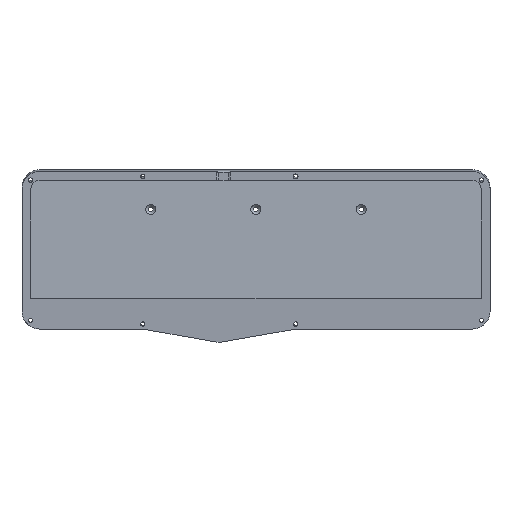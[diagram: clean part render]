
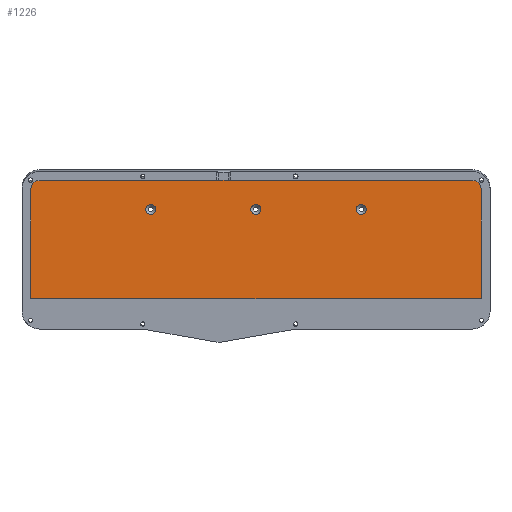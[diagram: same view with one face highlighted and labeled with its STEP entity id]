
A CAD part, top view. The second image highlights one B-rep face of the part: STEP entity #1226.
In plain terms, the highlighted planar face has unit normal (0, 0, 1).
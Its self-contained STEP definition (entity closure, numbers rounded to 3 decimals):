
#33=ELLIPSE('',#1383,6.776,6.75);
#34=ELLIPSE('',#1384,6.776,6.75);
#59=FACE_BOUND('',#265,.T.);
#60=FACE_BOUND('',#266,.T.);
#61=FACE_BOUND('',#267,.T.);
#88=PLANE('',#1382);
#179=FACE_OUTER_BOUND('',#264,.T.);
#264=EDGE_LOOP('',(#1055,#1056,#1057,#1058,#1059,#1060));
#265=EDGE_LOOP('',(#1061,#1062));
#266=EDGE_LOOP('',(#1063,#1064));
#267=EDGE_LOOP('',(#1065,#1066));
#343=LINE('',#2052,#432);
#359=LINE('',#2097,#448);
#360=LINE('',#2101,#449);
#361=LINE('',#2104,#450);
#432=VECTOR('',#1686,10.);
#448=VECTOR('',#1722,10.);
#449=VECTOR('',#1725,10.);
#450=VECTOR('',#1728,10.);
#474=CIRCLE('',#1261,4.05);
#475=CIRCLE('',#1262,4.05);
#479=CIRCLE('',#1268,4.05);
#480=CIRCLE('',#1269,4.05);
#484=CIRCLE('',#1275,4.05);
#485=CIRCLE('',#1276,4.05);
#535=VERTEX_POINT('',#1802);
#536=VERTEX_POINT('',#1804);
#540=VERTEX_POINT('',#1816);
#541=VERTEX_POINT('',#1818);
#545=VERTEX_POINT('',#1830);
#546=VERTEX_POINT('',#1832);
#617=VERTEX_POINT('',#2049);
#618=VERTEX_POINT('',#2051);
#637=VERTEX_POINT('',#2096);
#638=VERTEX_POINT('',#2098);
#639=VERTEX_POINT('',#2100);
#640=VERTEX_POINT('',#2102);
#654=EDGE_CURVE('',#536,#535,#474,.T.);
#655=EDGE_CURVE('',#535,#536,#475,.T.);
#661=EDGE_CURVE('',#541,#540,#479,.T.);
#662=EDGE_CURVE('',#540,#541,#480,.T.);
#668=EDGE_CURVE('',#546,#545,#484,.T.);
#669=EDGE_CURVE('',#545,#546,#485,.T.);
#771=EDGE_CURVE('',#617,#618,#343,.T.);
#794=EDGE_CURVE('',#617,#637,#359,.T.);
#795=EDGE_CURVE('',#637,#638,#33,.T.);
#796=EDGE_CURVE('',#638,#639,#360,.T.);
#797=EDGE_CURVE('',#639,#640,#34,.T.);
#798=EDGE_CURVE('',#640,#618,#361,.T.);
#1055=ORIENTED_EDGE('',*,*,#771,.F.);
#1056=ORIENTED_EDGE('',*,*,#794,.T.);
#1057=ORIENTED_EDGE('',*,*,#795,.T.);
#1058=ORIENTED_EDGE('',*,*,#796,.T.);
#1059=ORIENTED_EDGE('',*,*,#797,.T.);
#1060=ORIENTED_EDGE('',*,*,#798,.T.);
#1061=ORIENTED_EDGE('',*,*,#654,.T.);
#1062=ORIENTED_EDGE('',*,*,#655,.T.);
#1063=ORIENTED_EDGE('',*,*,#661,.T.);
#1064=ORIENTED_EDGE('',*,*,#662,.T.);
#1065=ORIENTED_EDGE('',*,*,#668,.T.);
#1066=ORIENTED_EDGE('',*,*,#669,.T.);
#1226=ADVANCED_FACE('',(#179,#59,#60,#61),#88,.T.);
#1261=AXIS2_PLACEMENT_3D('',#1805,#1415,#1416);
#1262=AXIS2_PLACEMENT_3D('',#1806,#1417,#1418);
#1268=AXIS2_PLACEMENT_3D('',#1819,#1431,#1432);
#1269=AXIS2_PLACEMENT_3D('',#1820,#1433,#1434);
#1275=AXIS2_PLACEMENT_3D('',#1833,#1447,#1448);
#1276=AXIS2_PLACEMENT_3D('',#1834,#1449,#1450);
#1382=AXIS2_PLACEMENT_3D('',#2095,#1720,#1721);
#1383=AXIS2_PLACEMENT_3D('',#2099,#1723,#1724);
#1384=AXIS2_PLACEMENT_3D('',#2103,#1726,#1727);
#1415=DIRECTION('center_axis',(0.,0.,-1.));
#1416=DIRECTION('ref_axis',(1.,0.,0.));
#1417=DIRECTION('center_axis',(0.,0.,-1.));
#1418=DIRECTION('ref_axis',(1.,0.,0.));
#1431=DIRECTION('center_axis',(0.,0.,-1.));
#1432=DIRECTION('ref_axis',(1.,0.,0.));
#1433=DIRECTION('center_axis',(0.,0.,-1.));
#1434=DIRECTION('ref_axis',(1.,0.,0.));
#1447=DIRECTION('center_axis',(0.,0.,-1.));
#1448=DIRECTION('ref_axis',(1.,0.,0.));
#1449=DIRECTION('center_axis',(0.,0.,-1.));
#1450=DIRECTION('ref_axis',(1.,0.,0.));
#1686=DIRECTION('',(-1.,0.,0.));
#1720=DIRECTION('center_axis',(0.,0.,1.));
#1721=DIRECTION('ref_axis',(0.,1.,0.));
#1722=DIRECTION('',(0.,1.,0.));
#1723=DIRECTION('center_axis',(0.,0.,1.));
#1724=DIRECTION('ref_axis',(0.,1.,0.));
#1725=DIRECTION('',(-1.,0.,0.));
#1726=DIRECTION('center_axis',(0.,0.,1.));
#1727=DIRECTION('ref_axis',(0.,1.,0.));
#1728=DIRECTION('',(0.,-1.,0.));
#1802=CARTESIAN_POINT('',(173.322,93.673,-8.543));
#1804=CARTESIAN_POINT('',(181.422,93.673,-8.543));
#1805=CARTESIAN_POINT('Origin',(177.372,93.673,-8.543));
#1806=CARTESIAN_POINT('Origin',(177.372,93.673,-8.543));
#1816=CARTESIAN_POINT('',(88.201,93.673,-8.543));
#1818=CARTESIAN_POINT('',(96.301,93.673,-8.543));
#1819=CARTESIAN_POINT('Origin',(92.251,93.673,-8.543));
#1820=CARTESIAN_POINT('Origin',(92.251,93.673,-8.543));
#1830=CARTESIAN_POINT('',(258.694,93.673,-8.543));
#1832=CARTESIAN_POINT('',(266.794,93.673,-8.543));
#1833=CARTESIAN_POINT('Origin',(262.744,93.673,-8.543));
#1834=CARTESIAN_POINT('Origin',(262.744,93.673,-8.543));
#2049=CARTESIAN_POINT('',(359.744,21.454,-8.543));
#2051=CARTESIAN_POINT('',(-4.749,21.454,-8.543));
#2052=CARTESIAN_POINT('',(272.246,21.454,-8.543));
#2095=CARTESIAN_POINT('Origin',(366.994,-13.239,-8.543));
#2096=CARTESIAN_POINT('',(359.744,111.114,-8.543));
#2097=CARTESIAN_POINT('',(359.744,48.597,-8.543));
#2098=CARTESIAN_POINT('',(352.994,117.889,-8.543));
#2099=CARTESIAN_POINT('Origin',(352.994,111.114,-8.543));
#2100=CARTESIAN_POINT('',(2.001,117.889,-8.543));
#2101=CARTESIAN_POINT('',(184.497,117.889,-8.543));
#2102=CARTESIAN_POINT('',(-4.749,111.114,-8.543));
#2103=CARTESIAN_POINT('Origin',(2.001,111.114,-8.543));
#2104=CARTESIAN_POINT('',(-4.749,-1.225,-8.543));
